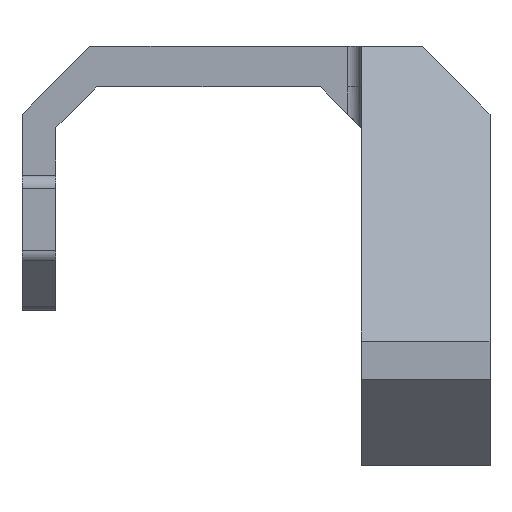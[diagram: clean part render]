
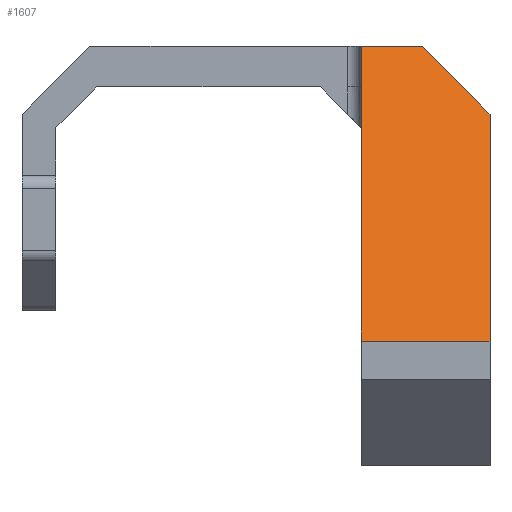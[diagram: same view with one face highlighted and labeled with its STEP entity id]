
A CAD part, front view. The second image highlights one B-rep face of the part: STEP entity #1607.
In plain terms, the highlighted planar face has unit normal (0, -0.707, 0.707).
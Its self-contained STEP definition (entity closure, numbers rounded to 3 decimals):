
#32 = PLANE('',#33);
#33 = AXIS2_PLACEMENT_3D('',#34,#35,#36);
#34 = CARTESIAN_POINT('',(-32.,-103.,145.));
#35 = DIRECTION('',(0.,0.,1.));
#36 = DIRECTION('',(1.,0.,0.));
#70 = PLANE('',#71);
#71 = AXIS2_PLACEMENT_3D('',#72,#73,#74);
#72 = CARTESIAN_POINT('',(27.,4.5,145.));
#73 = DIRECTION('',(-1.,-0.,-0.));
#74 = DIRECTION('',(0.,0.,-1.));
#229 = VERTEX_POINT('',#230);
#230 = CARTESIAN_POINT('',(27.,-26.77,145.));
#251 = EDGE_CURVE('',#229,#252,#254,.T.);
#252 = VERTEX_POINT('',#253);
#253 = CARTESIAN_POINT('',(36.,-26.77,145.));
#254 = SURFACE_CURVE('',#255,(#259,#265),.PCURVE_S1.);
#255 = LINE('',#256,#257);
#256 = CARTESIAN_POINT('',(-2.5,-26.77,145.));
#257 = VECTOR('',#258,1.);
#258 = DIRECTION('',(1.,0.,0.));
#259 = PCURVE('',#32,#260);
#260 = DEFINITIONAL_REPRESENTATION('',(#261),#264);
#261 = B_SPLINE_CURVE_WITH_KNOTS('',1,(#262,#263),.UNSPECIFIED.,.F.,.F.,
  (2,2),(29.5,48.5),.PIECEWISE_BEZIER_KNOTS.);
#262 = CARTESIAN_POINT('',(59.,76.23));
#263 = CARTESIAN_POINT('',(78.,76.23));
#264 = ( GEOMETRIC_REPRESENTATION_CONTEXT(2) 
PARAMETRIC_REPRESENTATION_CONTEXT() REPRESENTATION_CONTEXT('2D SPACE',''
  ) );
#265 = PCURVE('',#266,#271);
#266 = PLANE('',#267);
#267 = AXIS2_PLACEMENT_3D('',#268,#269,#270);
#268 = CARTESIAN_POINT('',(27.,-26.385,145.385));
#269 = DIRECTION('',(0.,-0.707,0.707));
#270 = DIRECTION('',(-1.,-0.,-0.));
#271 = DEFINITIONAL_REPRESENTATION('',(#272),#275);
#272 = B_SPLINE_CURVE_WITH_KNOTS('',1,(#273,#274),.UNSPECIFIED.,.F.,.F.,
  (2,2),(29.5,48.5),.PIECEWISE_BEZIER_KNOTS.);
#273 = CARTESIAN_POINT('',(0.,0.544));
#274 = CARTESIAN_POINT('',(-19.,0.544));
#275 = ( GEOMETRIC_REPRESENTATION_CONTEXT(2) 
PARAMETRIC_REPRESENTATION_CONTEXT() REPRESENTATION_CONTEXT('2D SPACE',''
  ) );
#291 = PLANE('',#292);
#292 = AXIS2_PLACEMENT_3D('',#293,#294,#295);
#293 = CARTESIAN_POINT('',(41.,-26.77,140.));
#294 = DIRECTION('',(0.707,0.,0.707));
#295 = DIRECTION('',(0.,-1.,0.));
#501 = PLANE('',#502);
#502 = AXIS2_PLACEMENT_3D('',#503,#504,#505);
#503 = CARTESIAN_POINT('',(46.,4.77,145.));
#504 = DIRECTION('',(1.,0.,0.));
#505 = DIRECTION('',(0.,0.,1.));
#565 = EDGE_CURVE('',#252,#566,#568,.T.);
#566 = VERTEX_POINT('',#567);
#567 = CARTESIAN_POINT('',(46.,-36.77,135.));
#568 = SURFACE_CURVE('',#569,(#573,#580),.PCURVE_S1.);
#569 = LINE('',#570,#571);
#570 = CARTESIAN_POINT('',(36.038,-26.808,
    144.962));
#571 = VECTOR('',#572,1.);
#572 = DIRECTION('',(0.577,-0.577,-0.577));
#573 = PCURVE('',#291,#574);
#574 = DEFINITIONAL_REPRESENTATION('',(#575),#579);
#575 = LINE('',#576,#577);
#576 = CARTESIAN_POINT('',(0.038,-7.017));
#577 = VECTOR('',#578,1.);
#578 = DIRECTION('',(0.577,0.816));
#579 = ( GEOMETRIC_REPRESENTATION_CONTEXT(2) 
PARAMETRIC_REPRESENTATION_CONTEXT() REPRESENTATION_CONTEXT('2D SPACE',''
  ) );
#580 = PCURVE('',#266,#581);
#581 = DEFINITIONAL_REPRESENTATION('',(#582),#586);
#582 = LINE('',#583,#584);
#583 = CARTESIAN_POINT('',(-9.038,0.598));
#584 = VECTOR('',#585,1.);
#585 = DIRECTION('',(-0.577,0.816));
#586 = ( GEOMETRIC_REPRESENTATION_CONTEXT(2) 
PARAMETRIC_REPRESENTATION_CONTEXT() REPRESENTATION_CONTEXT('2D SPACE',''
  ) );
#1012 = VERTEX_POINT('',#1013);
#1013 = CARTESIAN_POINT('',(27.,-70.225,101.544));
#1027 = PLANE('',#1028);
#1028 = AXIS2_PLACEMENT_3D('',#1029,#1030,#1031);
#1029 = CARTESIAN_POINT('',(27.,-70.225,98.716));
#1030 = DIRECTION('',(0.,-1.,0.));
#1031 = DIRECTION('',(-1.,-0.,-0.));
#1039 = EDGE_CURVE('',#229,#1012,#1040,.T.);
#1040 = SURFACE_CURVE('',#1041,(#1045,#1052),.PCURVE_S1.);
#1041 = LINE('',#1042,#1043);
#1042 = CARTESIAN_POINT('',(27.,-26.385,145.385));
#1043 = VECTOR('',#1044,1.);
#1044 = DIRECTION('',(-0.,-0.707,-0.707));
#1045 = PCURVE('',#70,#1046);
#1046 = DEFINITIONAL_REPRESENTATION('',(#1047),#1051);
#1047 = LINE('',#1048,#1049);
#1048 = CARTESIAN_POINT('',(-0.385,30.885));
#1049 = VECTOR('',#1050,1.);
#1050 = DIRECTION('',(0.707,0.707));
#1051 = ( GEOMETRIC_REPRESENTATION_CONTEXT(2) 
PARAMETRIC_REPRESENTATION_CONTEXT() REPRESENTATION_CONTEXT('2D SPACE',''
  ) );
#1052 = PCURVE('',#266,#1053);
#1053 = DEFINITIONAL_REPRESENTATION('',(#1054),#1058);
#1054 = LINE('',#1055,#1056);
#1055 = CARTESIAN_POINT('',(-0.,0.));
#1056 = VECTOR('',#1057,1.);
#1057 = DIRECTION('',(-0.,1.));
#1058 = ( GEOMETRIC_REPRESENTATION_CONTEXT(2) 
PARAMETRIC_REPRESENTATION_CONTEXT() REPRESENTATION_CONTEXT('2D SPACE',''
  ) );
#1607 = ADVANCED_FACE('',(#1608),#266,.T.);
#1608 = FACE_BOUND('',#1609,.F.);
#1609 = EDGE_LOOP('',(#1610,#1611,#1612,#1635,#1656));
#1610 = ORIENTED_EDGE('',*,*,#251,.T.);
#1611 = ORIENTED_EDGE('',*,*,#565,.T.);
#1612 = ORIENTED_EDGE('',*,*,#1613,.T.);
#1613 = EDGE_CURVE('',#566,#1614,#1616,.T.);
#1614 = VERTEX_POINT('',#1615);
#1615 = CARTESIAN_POINT('',(46.,-70.225,101.544));
#1616 = SURFACE_CURVE('',#1617,(#1621,#1628),.PCURVE_S1.);
#1617 = LINE('',#1618,#1619);
#1618 = CARTESIAN_POINT('',(46.,-26.385,145.385));
#1619 = VECTOR('',#1620,1.);
#1620 = DIRECTION('',(-0.,-0.707,-0.707));
#1621 = PCURVE('',#266,#1622);
#1622 = DEFINITIONAL_REPRESENTATION('',(#1623),#1627);
#1623 = LINE('',#1624,#1625);
#1624 = CARTESIAN_POINT('',(-19.,0.));
#1625 = VECTOR('',#1626,1.);
#1626 = DIRECTION('',(-0.,1.));
#1627 = ( GEOMETRIC_REPRESENTATION_CONTEXT(2) 
PARAMETRIC_REPRESENTATION_CONTEXT() REPRESENTATION_CONTEXT('2D SPACE',''
  ) );
#1628 = PCURVE('',#501,#1629);
#1629 = DEFINITIONAL_REPRESENTATION('',(#1630),#1634);
#1630 = LINE('',#1631,#1632);
#1631 = CARTESIAN_POINT('',(0.385,31.154));
#1632 = VECTOR('',#1633,1.);
#1633 = DIRECTION('',(-0.707,0.707));
#1634 = ( GEOMETRIC_REPRESENTATION_CONTEXT(2) 
PARAMETRIC_REPRESENTATION_CONTEXT() REPRESENTATION_CONTEXT('2D SPACE',''
  ) );
#1635 = ORIENTED_EDGE('',*,*,#1636,.F.);
#1636 = EDGE_CURVE('',#1012,#1614,#1637,.T.);
#1637 = SURFACE_CURVE('',#1638,(#1642,#1649),.PCURVE_S1.);
#1638 = LINE('',#1639,#1640);
#1639 = CARTESIAN_POINT('',(27.,-70.225,101.544));
#1640 = VECTOR('',#1641,1.);
#1641 = DIRECTION('',(1.,0.,0.));
#1642 = PCURVE('',#266,#1643);
#1643 = DEFINITIONAL_REPRESENTATION('',(#1644),#1648);
#1644 = LINE('',#1645,#1646);
#1645 = CARTESIAN_POINT('',(-0.,62.));
#1646 = VECTOR('',#1647,1.);
#1647 = DIRECTION('',(-1.,0.));
#1648 = ( GEOMETRIC_REPRESENTATION_CONTEXT(2) 
PARAMETRIC_REPRESENTATION_CONTEXT() REPRESENTATION_CONTEXT('2D SPACE',''
  ) );
#1649 = PCURVE('',#1027,#1650);
#1650 = DEFINITIONAL_REPRESENTATION('',(#1651),#1655);
#1651 = LINE('',#1652,#1653);
#1652 = CARTESIAN_POINT('',(-0.,-2.828));
#1653 = VECTOR('',#1654,1.);
#1654 = DIRECTION('',(-1.,0.));
#1655 = ( GEOMETRIC_REPRESENTATION_CONTEXT(2) 
PARAMETRIC_REPRESENTATION_CONTEXT() REPRESENTATION_CONTEXT('2D SPACE',''
  ) );
#1656 = ORIENTED_EDGE('',*,*,#1039,.F.);
